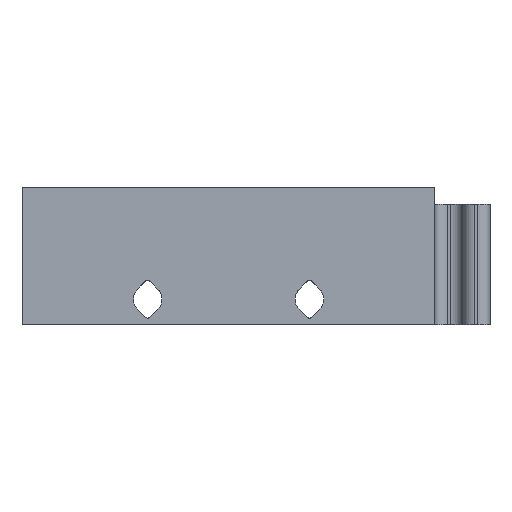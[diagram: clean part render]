
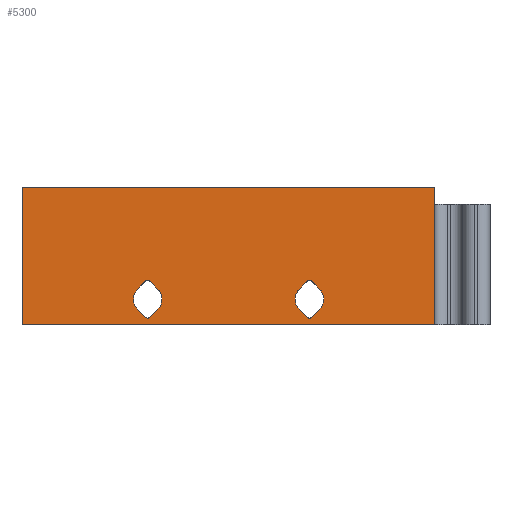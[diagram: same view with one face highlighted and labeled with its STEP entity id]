
A CAD part, front view. The second image highlights one B-rep face of the part: STEP entity #5300.
In plain terms, the highlighted planar face has unit normal (0, -1, 0).
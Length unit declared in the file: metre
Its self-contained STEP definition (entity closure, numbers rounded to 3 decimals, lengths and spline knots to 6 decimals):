
#257=CIRCLE('',#5646,0.002075);
#258=CIRCLE('',#5647,0.0004);
#259=CIRCLE('',#5648,0.002075);
#260=CIRCLE('',#5649,0.0004);
#261=CIRCLE('',#5650,0.002075);
#262=CIRCLE('',#5651,0.0004);
#263=CIRCLE('',#5652,0.002075);
#264=CIRCLE('',#5653,0.0004);
#629=ORIENTED_EDGE('',*,*,#2252,.T.);
#630=ORIENTED_EDGE('',*,*,#2307,.T.);
#631=ORIENTED_EDGE('',*,*,#2201,.F.);
#632=ORIENTED_EDGE('',*,*,#2308,.T.);
#633=ORIENTED_EDGE('',*,*,#2309,.F.);
#634=ORIENTED_EDGE('',*,*,#2310,.T.);
#635=ORIENTED_EDGE('',*,*,#2311,.F.);
#636=ORIENTED_EDGE('',*,*,#2312,.T.);
#637=ORIENTED_EDGE('',*,*,#2313,.T.);
#638=ORIENTED_EDGE('',*,*,#2314,.T.);
#639=ORIENTED_EDGE('',*,*,#2315,.T.);
#640=ORIENTED_EDGE('',*,*,#2316,.T.);
#641=ORIENTED_EDGE('',*,*,#2317,.F.);
#642=ORIENTED_EDGE('',*,*,#2318,.T.);
#643=ORIENTED_EDGE('',*,*,#2319,.F.);
#644=ORIENTED_EDGE('',*,*,#2320,.F.);
#645=ORIENTED_EDGE('',*,*,#2321,.F.);
#646=ORIENTED_EDGE('',*,*,#2322,.F.);
#647=ORIENTED_EDGE('',*,*,#2323,.F.);
#648=ORIENTED_EDGE('',*,*,#2324,.T.);
#2201=EDGE_CURVE('',#3039,#3041,#3600,.F.);
#2252=EDGE_CURVE('',#3092,#3091,#3617,.F.);
#2307=EDGE_CURVE('',#3091,#3041,#3648,.T.);
#2308=EDGE_CURVE('',#3039,#3092,#3649,.T.);
#2309=EDGE_CURVE('',#3146,#3147,#3650,.T.);
#2310=EDGE_CURVE('',#3146,#3148,#257,.T.);
#2311=EDGE_CURVE('',#3149,#3148,#3651,.T.);
#2312=EDGE_CURVE('',#3149,#3150,#258,.T.);
#2313=EDGE_CURVE('',#3150,#3151,#3652,.T.);
#2314=EDGE_CURVE('',#3151,#3152,#259,.T.);
#2315=EDGE_CURVE('',#3152,#3153,#3653,.T.);
#2316=EDGE_CURVE('',#3153,#3147,#260,.T.);
#2317=EDGE_CURVE('',#3154,#3155,#261,.F.);
#2318=EDGE_CURVE('',#3154,#3156,#3654,.T.);
#2319=EDGE_CURVE('',#3157,#3156,#262,.F.);
#2320=EDGE_CURVE('',#3158,#3157,#3655,.T.);
#2321=EDGE_CURVE('',#3159,#3158,#263,.F.);
#2322=EDGE_CURVE('',#3160,#3159,#3656,.T.);
#2323=EDGE_CURVE('',#3161,#3160,#264,.F.);
#2324=EDGE_CURVE('',#3161,#3155,#3657,.T.);
#3039=VERTEX_POINT('',#7255);
#3041=VERTEX_POINT('',#7258);
#3091=VERTEX_POINT('',#7417);
#3092=VERTEX_POINT('',#7419);
#3146=VERTEX_POINT('',#7531);
#3147=VERTEX_POINT('',#7532);
#3148=VERTEX_POINT('',#7534);
#3149=VERTEX_POINT('',#7536);
#3150=VERTEX_POINT('',#7538);
#3151=VERTEX_POINT('',#7540);
#3152=VERTEX_POINT('',#7542);
#3153=VERTEX_POINT('',#7544);
#3154=VERTEX_POINT('',#7547);
#3155=VERTEX_POINT('',#7548);
#3156=VERTEX_POINT('',#7550);
#3157=VERTEX_POINT('',#7552);
#3158=VERTEX_POINT('',#7554);
#3159=VERTEX_POINT('',#7556);
#3160=VERTEX_POINT('',#7558);
#3161=VERTEX_POINT('',#7560);
#3600=LINE('',#7257,#4081);
#3617=LINE('',#7418,#4098);
#3648=LINE('',#7528,#4129);
#3649=LINE('',#7529,#4130);
#3650=LINE('',#7530,#4131);
#3651=LINE('',#7535,#4132);
#3652=LINE('',#7539,#4133);
#3653=LINE('',#7543,#4134);
#3654=LINE('',#7549,#4135);
#3655=LINE('',#7553,#4136);
#3656=LINE('',#7557,#4137);
#3657=LINE('',#7561,#4138);
#4081=VECTOR('',#6004,1.);
#4098=VECTOR('',#6033,1.);
#4129=VECTOR('',#6114,1.);
#4130=VECTOR('',#6115,1.);
#4131=VECTOR('',#6116,1.);
#4132=VECTOR('',#6119,1.);
#4133=VECTOR('',#6122,1.);
#4134=VECTOR('',#6125,1.);
#4135=VECTOR('',#6130,1.);
#4136=VECTOR('',#6133,1.);
#4137=VECTOR('',#6136,1.);
#4138=VECTOR('',#6139,1.);
#4568=EDGE_LOOP('',(#629,#630,#631,#632));
#4569=EDGE_LOOP('',(#633,#634,#635,#636,#637,#638,#639,#640));
#4570=EDGE_LOOP('',(#641,#642,#643,#644,#645,#646,#647,#648));
#4871=FACE_BOUND('',#4568,.T.);
#4872=FACE_BOUND('',#4569,.T.);
#4873=FACE_BOUND('',#4570,.T.);
#5169=PLANE('',#5645);
#5300=ADVANCED_FACE('',(#4871,#4872,#4873),#5169,.F.);
#5645=AXIS2_PLACEMENT_3D('',#7527,#6112,#6113);
#5646=AXIS2_PLACEMENT_3D('',#7533,#6117,#6118);
#5647=AXIS2_PLACEMENT_3D('',#7537,#6120,#6121);
#5648=AXIS2_PLACEMENT_3D('',#7541,#6123,#6124);
#5649=AXIS2_PLACEMENT_3D('',#7545,#6126,#6127);
#5650=AXIS2_PLACEMENT_3D('',#7546,#6128,#6129);
#5651=AXIS2_PLACEMENT_3D('',#7551,#6131,#6132);
#5652=AXIS2_PLACEMENT_3D('',#7555,#6134,#6135);
#5653=AXIS2_PLACEMENT_3D('',#7559,#6137,#6138);
#6004=DIRECTION('',(-1.,0.,0.));
#6033=DIRECTION('',(-1.,0.,0.));
#6112=DIRECTION('',(0.,1.,0.));
#6113=DIRECTION('',(-1.,0.,0.));
#6114=DIRECTION('',(0.,0.,1.));
#6115=DIRECTION('',(0.,0.,-1.));
#6116=DIRECTION('',(0.707,0.,-0.707));
#6117=DIRECTION('',(0.,1.,0.));
#6118=DIRECTION('',(-1.,0.,0.));
#6119=DIRECTION('',(-0.707,0.,-0.707));
#6120=DIRECTION('',(0.,1.,0.));
#6121=DIRECTION('',(-1.,0.,0.));
#6122=DIRECTION('',(0.707,0.,-0.707));
#6123=DIRECTION('',(0.,1.,0.));
#6124=DIRECTION('',(-1.,0.,0.));
#6125=DIRECTION('',(-0.707,0.,-0.707));
#6126=DIRECTION('',(0.,1.,0.));
#6127=DIRECTION('',(-1.,0.,0.));
#6128=DIRECTION('',(0.,1.,0.));
#6129=DIRECTION('',(-1.,0.,0.));
#6130=DIRECTION('',(-0.707,0.,-0.707));
#6131=DIRECTION('',(0.,1.,0.));
#6132=DIRECTION('',(-1.,0.,0.));
#6133=DIRECTION('',(0.707,0.,-0.707));
#6134=DIRECTION('',(0.,1.,0.));
#6135=DIRECTION('',(-1.,0.,0.));
#6136=DIRECTION('',(-0.707,0.,-0.707));
#6137=DIRECTION('',(0.,1.,0.));
#6138=DIRECTION('',(-1.,0.,0.));
#6139=DIRECTION('',(0.707,0.,-0.707));
#7255=CARTESIAN_POINT('',(0.51,1.230025,0.38));
#7257=CARTESIAN_POINT('',(0.617889,1.230025,0.38));
#7258=CARTESIAN_POINT('',(0.569975,1.230025,0.38));
#7417=CARTESIAN_POINT('',(0.569975,1.230025,0.36));
#7418=CARTESIAN_POINT('',(0.497889,1.230025,0.36));
#7419=CARTESIAN_POINT('',(0.51,1.230025,0.36));
#7527=CARTESIAN_POINT('',(0.617889,1.230025,0.38));
#7528=CARTESIAN_POINT('',(0.569975,1.230025,0.38));
#7529=CARTESIAN_POINT('',(0.51,1.230025,0.38));
#7530=CARTESIAN_POINT('',(0.563477,1.230025,0.325588));
#7531=CARTESIAN_POINT('',(0.526799,1.230025,0.362266));
#7532=CARTESIAN_POINT('',(0.527984,1.230025,0.361082));
#7533=CARTESIAN_POINT('',(0.528267,1.230025,0.363733));
#7534=CARTESIAN_POINT('',(0.526799,1.230025,0.365201));
#7535=CARTESIAN_POINT('',(0.579744,1.230025,0.418145));
#7536=CARTESIAN_POINT('',(0.527984,1.230025,0.366385));
#7537=CARTESIAN_POINT('',(0.528267,1.230025,0.366102));
#7538=CARTESIAN_POINT('',(0.528549,1.230025,0.366385));
#7539=CARTESIAN_POINT('',(0.566412,1.230025,0.328523));
#7540=CARTESIAN_POINT('',(0.529734,1.230025,0.365201));
#7541=CARTESIAN_POINT('',(0.528267,1.230025,0.363733));
#7542=CARTESIAN_POINT('',(0.529734,1.230025,0.362266));
#7543=CARTESIAN_POINT('',(0.582678,1.230025,0.415211));
#7544=CARTESIAN_POINT('',(0.528549,1.230025,0.361082));
#7545=CARTESIAN_POINT('',(0.528267,1.230025,0.361365));
#7546=CARTESIAN_POINT('',(0.551733,1.230025,0.363733));
#7547=CARTESIAN_POINT('',(0.553201,1.230025,0.362266));
#7548=CARTESIAN_POINT('',(0.553201,1.230025,0.365201));
#7549=CARTESIAN_POINT('',(0.594412,1.230025,0.403477));
#7550=CARTESIAN_POINT('',(0.552016,1.230025,0.361082));
#7551=CARTESIAN_POINT('',(0.551733,1.230025,0.361365));
#7552=CARTESIAN_POINT('',(0.551451,1.230025,0.361082));
#7553=CARTESIAN_POINT('',(0.575211,1.230025,0.337322));
#7554=CARTESIAN_POINT('',(0.550266,1.230025,0.362266));
#7555=CARTESIAN_POINT('',(0.551733,1.230025,0.363733));
#7556=CARTESIAN_POINT('',(0.550266,1.230025,0.365201));
#7557=CARTESIAN_POINT('',(0.591477,1.230025,0.406412));
#7558=CARTESIAN_POINT('',(0.551451,1.230025,0.366385));
#7559=CARTESIAN_POINT('',(0.551733,1.230025,0.366102));
#7560=CARTESIAN_POINT('',(0.552016,1.230025,0.366385));
#7561=CARTESIAN_POINT('',(0.578145,1.230025,0.340256));
